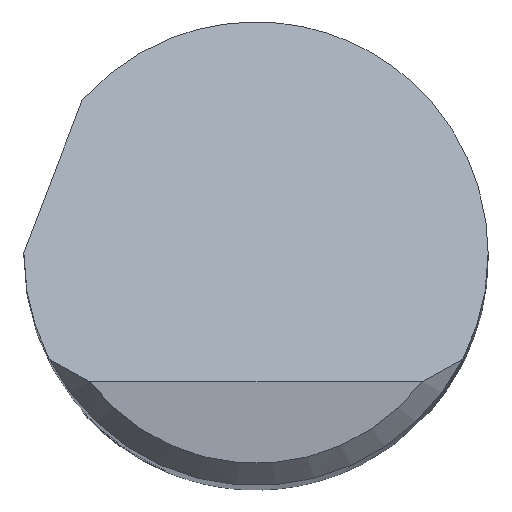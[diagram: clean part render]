
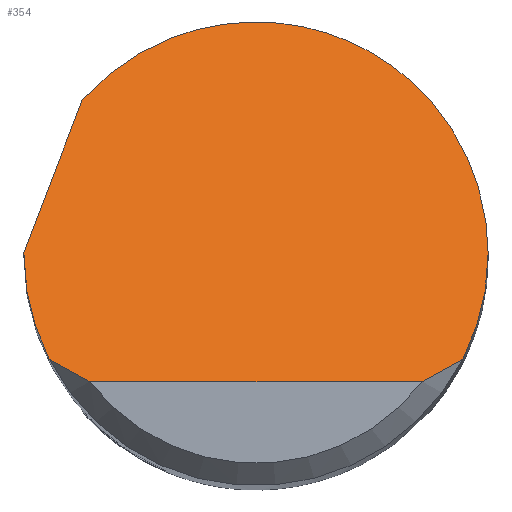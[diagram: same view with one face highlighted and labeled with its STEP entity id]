
A CAD part, top view. The second image highlights one B-rep face of the part: STEP entity #354.
In plain terms, the highlighted planar face has unit normal (0, 0.707, 0.707).
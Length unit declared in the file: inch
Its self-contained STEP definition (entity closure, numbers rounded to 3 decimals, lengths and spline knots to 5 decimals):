
#21 = CARTESIAN_POINT ( 'NONE',  ( 0.13906, -0.07125, 1.985 ) ) ;
#30 = CARTESIAN_POINT ( 'NONE',  ( 0.15041, -0.04909, 1.96284 ) ) ;
#50 = CARTESIAN_POINT ( 'NONE',  ( 0.15625, 0., 1.91375 ) ) ;
#51 = ORIENTED_EDGE ( 'NONE', *, *, #372, .T. ) ;
#58 = EDGE_CURVE ( 'NONE', #404, #860, #236, .T. ) ;
#93 = FACE_OUTER_BOUND ( 'NONE', #841, .T. ) ;
#107 = CARTESIAN_POINT ( 'NONE',  ( 0.13906, -0.07125, 1.985 ) ) ;
#116 = EDGE_CURVE ( 'NONE', #264, #171, #872, .T. ) ;
#121 = CARTESIAN_POINT ( 'NONE',  ( 0.11186, -0.08625, 2. ) ) ;
#131 = CARTESIAN_POINT ( 'NONE',  ( -0.15625, -0.02489, 1.93864 ) ) ;
#135 = EDGE_CURVE ( 'NONE', #860, #286, #241, .T. ) ;
#164 = DIRECTION ( 'NONE',  ( 0., -0.707, -0.707 ) ) ;
#171 = VERTEX_POINT ( 'NONE', #121 ) ;
#175 = CARTESIAN_POINT ( 'NONE',  ( -0.15625, 0.00067, 1.91308 ) ) ;
#204 = EDGE_CURVE ( 'NONE', #349, #264, #736, .T. ) ;
#208 = ORIENTED_EDGE ( 'NONE', *, *, #403, .F. ) ;
#225 = PLANE ( 'NONE',  #319 ) ;
#236 = LINE ( 'NONE', #309, #630 ) ;
#241 =( BOUNDED_CURVE ( )  B_SPLINE_CURVE ( 3, ( #517, #740, #510, #50 ),
 .UNSPECIFIED., .F., .F. ) 
 B_SPLINE_CURVE_WITH_KNOTS ( ( 4, 4 ),
 ( 5.4382, 7.85398 ),
 .UNSPECIFIED. ) 
 CURVE ( )  GEOMETRIC_REPRESENTATION_ITEM ( )  RATIONAL_B_SPLINE_CURVE ( ( 1., 0.57, 0.57, 1. ) ) 
 REPRESENTATION_ITEM ( '' )  );
#249 = CARTESIAN_POINT ( 'NONE',  ( -0.15625, 0.00033, 1.91342 ) ) ;
#258 = CARTESIAN_POINT ( 'NONE',  ( -0.15625, 0., 1.91375 ) ) ;
#260 = ORIENTED_EDGE ( 'NONE', *, *, #135, .F. ) ;
#264 = VERTEX_POINT ( 'NONE', #893 ) ;
#275 = CARTESIAN_POINT ( 'NONE',  ( -0.11687, 0.10371, 1.81004 ) ) ;
#286 = VERTEX_POINT ( 'NONE', #616 ) ;
#293 = CARTESIAN_POINT ( 'NONE',  ( -0.13906, -0.07125, 1.985 ) ) ;
#302 = DIRECTION ( 'NONE',  ( 0., 0.707, -0.707 ) ) ;
#309 = CARTESIAN_POINT ( 'NONE',  ( -0.18741, -0.08028, 1.99403 ) ) ;
#311 = CARTESIAN_POINT ( 'NONE',  ( -0.15625, 0.001, 1.91275 ) ) ;
#319 = AXIS2_PLACEMENT_3D ( 'NONE', #849, #164, #302 ) ;
#325 = ORIENTED_EDGE ( 'NONE', *, *, #204, .T. ) ;
#336 = CARTESIAN_POINT ( 'NONE',  ( -0.15625, 0.001, 1.91275 ) ) ;
#349 = VERTEX_POINT ( 'NONE', #293 ) ;
#354 = ADVANCED_FACE ( 'NONE', ( #93 ), #225, .F. ) ;
#364 = CARTESIAN_POINT ( 'NONE',  ( 0.11186, -0.08625, 2. ) ) ;
#372 = EDGE_CURVE ( 'NONE', #171, #414, #651, .T. ) ;
#375 = ORIENTED_EDGE ( 'NONE', *, *, #573, .F. ) ;
#380 = ORIENTED_EDGE ( 'NONE', *, *, #116, .T. ) ;
#388 = CARTESIAN_POINT ( 'NONE',  ( -0.11186, -0.08625, 2. ) ) ;
#403 = EDGE_CURVE ( 'NONE', #349, #433, #711, .T. ) ;
#404 = VERTEX_POINT ( 'NONE', #336 ) ;
#411 = CARTESIAN_POINT ( 'NONE',  ( -0.15041, -0.04909, 1.96284 ) ) ;
#412 = VECTOR ( 'NONE', #457, 39.37008 ) ;
#414 = VERTEX_POINT ( 'NONE', #766 ) ;
#433 = VERTEX_POINT ( 'NONE', #756 ) ;
#435 = DIRECTION ( 'NONE',  ( 0.262, 0.682, -0.682 ) ) ;
#443 = CARTESIAN_POINT ( 'NONE',  ( 0.15625, -0.02489, 1.93864 ) ) ;
#457 = DIRECTION ( 'NONE',  ( 1., 0., 0. ) ) ;
#510 = CARTESIAN_POINT ( 'NONE',  ( 0.15625, 0.17085, 1.7429 ) ) ;
#517 = CARTESIAN_POINT ( 'NONE',  ( -0.11687, 0.10371, 1.81004 ) ) ;
#561 = CARTESIAN_POINT ( 'NONE',  ( 0.13035, -0.07657, 1.99032 ) ) ;
#573 = EDGE_CURVE ( 'NONE', #286, #414, #650, .T. ) ;
#574 = CARTESIAN_POINT ( 'NONE',  ( 0.12131, -0.0816, 1.99535 ) ) ;
#601 = CARTESIAN_POINT ( 'NONE',  ( -0.13035, -0.07657, 1.99032 ) ) ;
#616 = CARTESIAN_POINT ( 'NONE',  ( 0.15625, 0., 1.91375 ) ) ;
#630 = VECTOR ( 'NONE', #435, 39.37008 ) ;
#647 = CARTESIAN_POINT ( 'NONE',  ( 0.15625, 0., 1.91375 ) ) ;
#650 =( BOUNDED_CURVE ( )  B_SPLINE_CURVE ( 3, ( #647, #443, #30, #107 ),
 .UNSPECIFIED., .F., .T. ) 
 B_SPLINE_CURVE_WITH_KNOTS ( ( 4, 4 ),
 ( 1.5708, 2.04429 ),
 .UNSPECIFIED. ) 
 CURVE ( )  GEOMETRIC_REPRESENTATION_ITEM ( )  RATIONAL_B_SPLINE_CURVE ( ( 1., 0.981, 0.981, 1. ) ) 
 REPRESENTATION_ITEM ( '' )  );
#651 = B_SPLINE_CURVE_WITH_KNOTS ( 'NONE', 3,
 ( #364, #574, #561, #21 ),
 .UNSPECIFIED., .F., .F.,
 ( 4, 4 ),
 ( 0., 0.00088 ),
 .UNSPECIFIED. ) ;
#659 = CARTESIAN_POINT ( 'NONE',  ( -0.13906, -0.07125, 1.985 ) ) ;
#676 = EDGE_CURVE ( 'NONE', #433, #404, #802, .T. ) ;
#711 =( BOUNDED_CURVE ( )  B_SPLINE_CURVE ( 3, ( #833, #411, #131, #822 ),
 .UNSPECIFIED., .F., .F. ) 
 B_SPLINE_CURVE_WITH_KNOTS ( ( 4, 4 ),
 ( 4.23889, 4.71239 ),
 .UNSPECIFIED. ) 
 CURVE ( )  GEOMETRIC_REPRESENTATION_ITEM ( )  RATIONAL_B_SPLINE_CURVE ( ( 1., 0.981, 0.981, 1. ) ) 
 REPRESENTATION_ITEM ( '' )  );
#719 = ORIENTED_EDGE ( 'NONE', *, *, #58, .F. ) ;
#736 = B_SPLINE_CURVE_WITH_KNOTS ( 'NONE', 3,
 ( #659, #601, #797, #388 ),
 .UNSPECIFIED., .F., .F.,
 ( 4, 4 ),
 ( 0., 0.00088 ),
 .UNSPECIFIED. ) ;
#740 = CARTESIAN_POINT ( 'NONE',  ( -0.00347, 0.2315, 1.68225 ) ) ;
#756 = CARTESIAN_POINT ( 'NONE',  ( -0.15625, 0., 1.91375 ) ) ;
#764 = ORIENTED_EDGE ( 'NONE', *, *, #676, .F. ) ;
#766 = CARTESIAN_POINT ( 'NONE',  ( 0.13906, -0.07125, 1.985 ) ) ;
#795 = CARTESIAN_POINT ( 'NONE',  ( 0., -0.08625, 2. ) ) ;
#797 = CARTESIAN_POINT ( 'NONE',  ( -0.12131, -0.0816, 1.99535 ) ) ;
#802 =( BOUNDED_CURVE ( )  B_SPLINE_CURVE ( 3, ( #258, #249, #175, #311 ),
 .UNSPECIFIED., .F., .T. ) 
 B_SPLINE_CURVE_WITH_KNOTS ( ( 4, 4 ),
 ( 4.71239, 4.71879 ),
 .UNSPECIFIED. ) 
 CURVE ( )  GEOMETRIC_REPRESENTATION_ITEM ( )  RATIONAL_B_SPLINE_CURVE ( ( 1., 1., 1., 1. ) ) 
 REPRESENTATION_ITEM ( '' )  );
#822 = CARTESIAN_POINT ( 'NONE',  ( -0.15625, 0., 1.91375 ) ) ;
#833 = CARTESIAN_POINT ( 'NONE',  ( -0.13906, -0.07125, 1.985 ) ) ;
#841 = EDGE_LOOP ( 'NONE', ( #380, #51, #375, #260, #719, #764, #208, #325 ) ) ;
#849 = CARTESIAN_POINT ( 'NONE',  ( -0.15625, -0.08625, 2. ) ) ;
#860 = VERTEX_POINT ( 'NONE', #275 ) ;
#872 = LINE ( 'NONE', #795, #412 ) ;
#893 = CARTESIAN_POINT ( 'NONE',  ( -0.11186, -0.08625, 2. ) ) ;
